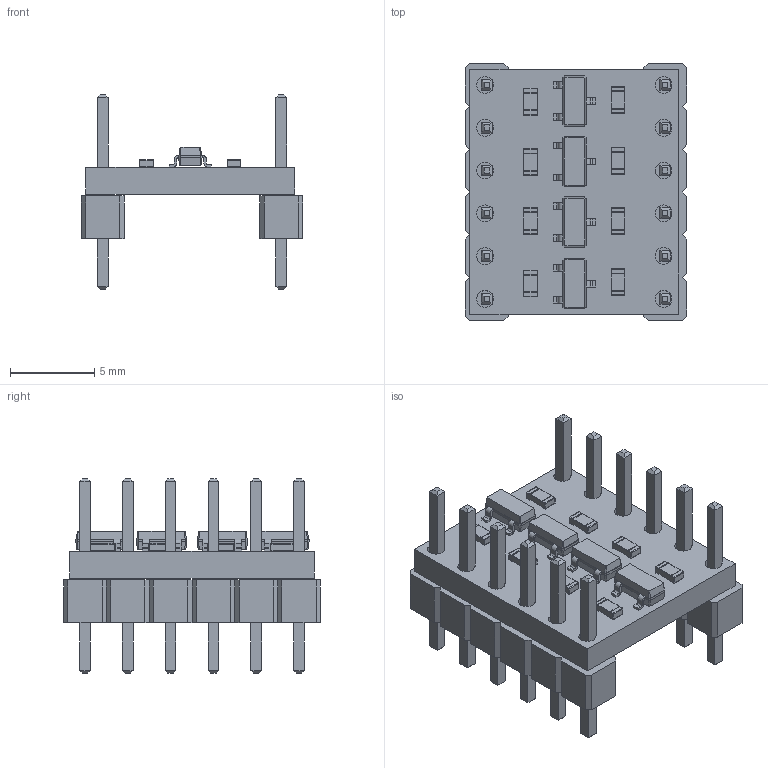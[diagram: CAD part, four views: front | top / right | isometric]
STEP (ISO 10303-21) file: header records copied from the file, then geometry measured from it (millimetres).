
FILE_DESCRIPTION(('FreeCAD Model'),'2;1');
FILE_NAME('Open CASCADE Shape Model','2022-04-27T10:16:46',( 'kicad StepUp'),('ksu MCAD'),'Open CASCADE STEP processor 7.5', 'FreeCAD','Unknown');
FILE_SCHEMA(('AUTOMOTIVE_DESIGN { 1 0 10303 214 1 1 1 1 }'));
Length unit declared in the file: millimetre
Products named in the file (1): Fusion
Bounding box: 13.14 x 15.24 x 11.54 mm (x, y, z)
Volume: 530.8 mm3; surface area: 1207.8 mm2
Topology: 13 solids, 13 shells, 850 faces, 2236 edges, 1392 vertices
Faces by surface type: plane 594, cylinder 148, bspline 108
Entity records: 31618 total; most frequent: CARTESIAN_POINT 4931, ORIENTED_EDGE 4472, DIRECTION 3890, EDGE_CURVE 2236, LINE 1812, VECTOR 1812, VERTEX_POINT 1392, AXIS2_PLACEMENT_3D 1039
